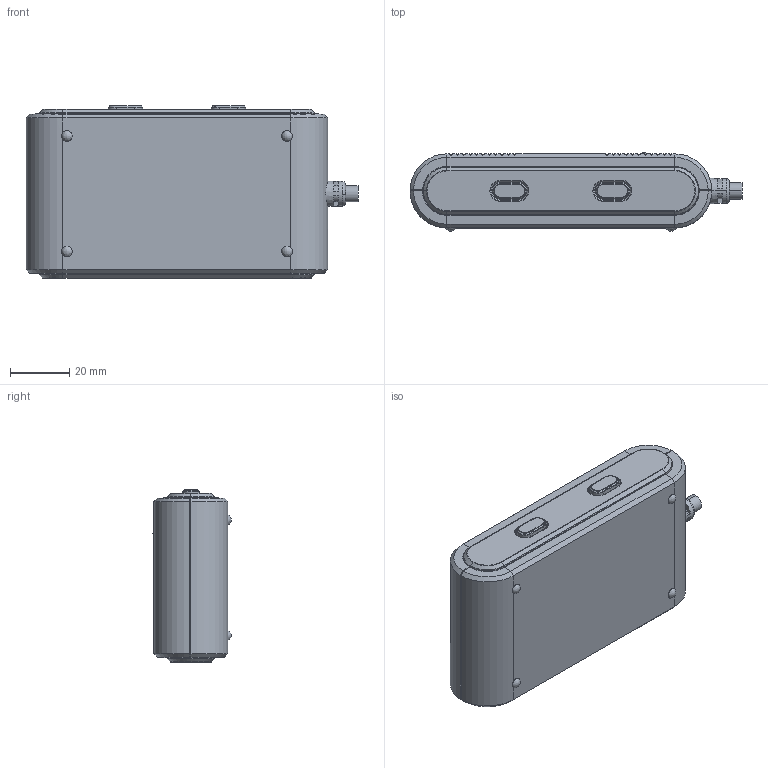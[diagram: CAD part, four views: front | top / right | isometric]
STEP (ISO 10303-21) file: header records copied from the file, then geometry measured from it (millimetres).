
FILE_DESCRIPTION (( 'STEP AP203' ), '1' );
FILE_NAME ('Receiver.STEP', '2014-07-14T12:22:08', ( 'admin' ), ( 'Hewlett-Packard Company' ), 'SwSTEP 2.0', 'SolidWorks 2014', '' );
FILE_SCHEMA (( 'CONFIG_CONTROL_DESIGN' ));
Length unit declared in the file: millimetre
Products named in the file (1): Receiver
Bounding box: 112.2 x 26.5 x 58.2 mm (x, y, z)
Volume: 134262.4 mm3; surface area: 18817.1 mm2
Topology: 1 solids, 1 shells, 317 faces, 801 edges, 499 vertices
Faces by surface type: plane 135, cylinder 118, cone 36, bspline 28
Entity records: 10644 total; most frequent: CARTESIAN_POINT 3153, ORIENTED_EDGE 1594, DIRECTION 1522, EDGE_CURVE 797, AXIS2_PLACEMENT_3D 539, VERTEX_POINT 499, VECTOR 444, LINE 444
